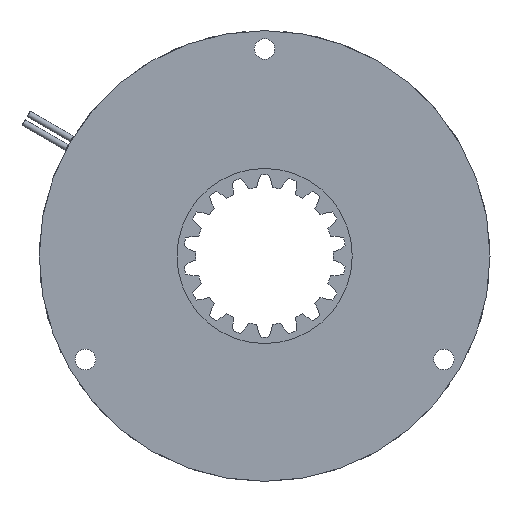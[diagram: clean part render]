
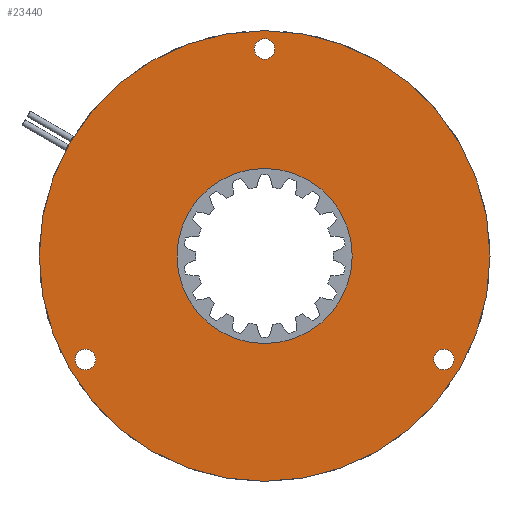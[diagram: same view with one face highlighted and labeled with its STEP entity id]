
A CAD part, left-side view. The second image highlights one B-rep face of the part: STEP entity #23440.
In plain terms, the highlighted planar face has unit normal (-1, 0, 0).
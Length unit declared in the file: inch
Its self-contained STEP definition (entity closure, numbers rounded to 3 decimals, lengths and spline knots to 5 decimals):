
#11 = DIRECTION ( 'NONE',  ( -1., 0., 0. ) ) ;
#219 = CIRCLE ( 'NONE', #18748, 0.20425 ) ;
#255 = CARTESIAN_POINT ( 'NONE',  ( 0., 3.58102, -2.27175 ) ) ;
#437 = VERTEX_POINT ( 'NONE', #14213 ) ;
#994 = EDGE_CURVE ( 'NONE', #437, #2677, #30761, .T. ) ;
#1353 = AXIS2_PLACEMENT_3D ( 'NONE', #7841, #24913, #10317 ) ;
#1595 = FACE_OUTER_BOUND ( 'NONE', #20208, .T. ) ;
#2136 = CIRCLE ( 'NONE', #30514, 0.20425 ) ;
#2166 = EDGE_CURVE ( 'NONE', #10226, #29487, #219, .T. ) ;
#2175 = DIRECTION ( 'NONE',  ( -1., 0., 0. ) ) ;
#2677 = VERTEX_POINT ( 'NONE', #17251 ) ;
#2714 = DIRECTION ( 'NONE',  ( 1., 0., 0. ) ) ;
#2964 = ORIENTED_EDGE ( 'NONE', *, *, #19339, .T. ) ;
#3453 = EDGE_LOOP ( 'NONE', ( #15399, #10081 ) ) ;
#5126 = AXIS2_PLACEMENT_3D ( 'NONE', #21184, #6577, #23653 ) ;
#6048 = ORIENTED_EDGE ( 'NONE', *, *, #31573, .T. ) ;
#6114 = AXIS2_PLACEMENT_3D ( 'NONE', #16806, #2175, #19266 ) ;
#6480 = ORIENTED_EDGE ( 'NONE', *, *, #12035, .T. ) ;
#6577 = DIRECTION ( 'NONE',  ( 1., 0., 0. ) ) ;
#6787 = DIRECTION ( 'NONE',  ( 1., 0., 0. ) ) ;
#7216 = CIRCLE ( 'NONE', #31653, 0.20425 ) ;
#7841 = CARTESIAN_POINT ( 'NONE',  ( 0., 0., 0. ) ) ;
#7958 = CIRCLE ( 'NONE', #19404, 4.5025 ) ;
#8101 = FACE_BOUND ( 'NONE', #25183, .T. ) ;
#8391 = AXIS2_PLACEMENT_3D ( 'NONE', #28526, #13944, #30981 ) ;
#9111 = AXIS2_PLACEMENT_3D ( 'NONE', #10144, #20563, #28424 ) ;
#9473 = ORIENTED_EDGE ( 'NONE', *, *, #9568, .T. ) ;
#9568 = EDGE_CURVE ( 'NONE', #23260, #29640, #2136, .T. ) ;
#10081 = ORIENTED_EDGE ( 'NONE', *, *, #13010, .F. ) ;
#10144 = CARTESIAN_POINT ( 'NONE',  ( 0., 0., 0. ) ) ;
#10226 = VERTEX_POINT ( 'NONE', #11703 ) ;
#10317 = DIRECTION ( 'NONE',  ( 0., 0., 1. ) ) ;
#10598 = AXIS2_PLACEMENT_3D ( 'NONE', #25108, #12943, #29977 ) ;
#11666 = CIRCLE ( 'NONE', #8391, 0.20425 ) ;
#11703 = CARTESIAN_POINT ( 'NONE',  ( 0., -3.58102, -2.27175 ) ) ;
#11842 = EDGE_LOOP ( 'NONE', ( #14436, #6048 ) ) ;
#12035 = EDGE_CURVE ( 'NONE', #24394, #26986, #7958, .T. ) ;
#12107 = VERTEX_POINT ( 'NONE', #14060 ) ;
#12875 = CIRCLE ( 'NONE', #6114, 1.75 ) ;
#12943 = DIRECTION ( 'NONE',  ( 1., 0., 0. ) ) ;
#13010 = EDGE_CURVE ( 'NONE', #2677, #437, #12875, .T. ) ;
#13944 = DIRECTION ( 'NONE',  ( 1., 0., 0. ) ) ;
#14005 = CARTESIAN_POINT ( 'NONE',  ( 0., 0., 4.135 ) ) ;
#14060 = CARTESIAN_POINT ( 'NONE',  ( 0., 0., 3.93075 ) ) ;
#14093 = CIRCLE ( 'NONE', #25731, 0.20425 ) ;
#14213 = CARTESIAN_POINT ( 'NONE',  ( 0., 0., 1.75 ) ) ;
#14436 = ORIENTED_EDGE ( 'NONE', *, *, #31061, .T. ) ;
#14594 = FACE_BOUND ( 'NONE', #3453, .T. ) ;
#14630 = CARTESIAN_POINT ( 'NONE',  ( 0., 0., 0. ) ) ;
#15361 = FACE_BOUND ( 'NONE', #23007, .T. ) ;
#15365 = EDGE_CURVE ( 'NONE', #26986, #24394, #25760, .T. ) ;
#15399 = ORIENTED_EDGE ( 'NONE', *, *, #994, .F. ) ;
#16131 = CARTESIAN_POINT ( 'NONE',  ( 0., 0., 4.5025 ) ) ;
#16459 = DIRECTION ( 'NONE',  ( 0., 0., -1. ) ) ;
#16806 = CARTESIAN_POINT ( 'NONE',  ( 0., 0., 0. ) ) ;
#17086 = DIRECTION ( 'NONE',  ( 0., 0., 1. ) ) ;
#17251 = CARTESIAN_POINT ( 'NONE',  ( 0., 0., -1.75 ) ) ;
#17314 = CARTESIAN_POINT ( 'NONE',  ( 0., 3.58102, -2.0675 ) ) ;
#17486 = DIRECTION ( 'NONE',  ( 0., 0.866, 0.5 ) ) ;
#17597 = DIRECTION ( 'NONE',  ( 1., 0., 0. ) ) ;
#17698 = CARTESIAN_POINT ( 'NONE',  ( 0., -3.58102, -2.0675 ) ) ;
#18748 = AXIS2_PLACEMENT_3D ( 'NONE', #17698, #17597, #17486 ) ;
#19266 = DIRECTION ( 'NONE',  ( 0., 0., 1. ) ) ;
#19339 = EDGE_CURVE ( 'NONE', #29640, #23260, #21569, .T. ) ;
#19384 = EDGE_CURVE ( 'NONE', #29487, #10226, #11666, .T. ) ;
#19404 = AXIS2_PLACEMENT_3D ( 'NONE', #14630, #11, #17086 ) ;
#19755 = ORIENTED_EDGE ( 'NONE', *, *, #15365, .T. ) ;
#19775 = DIRECTION ( 'NONE',  ( 0., -0.866, 0.5 ) ) ;
#20208 = EDGE_LOOP ( 'NONE', ( #19755, #6480 ) ) ;
#20211 = PLANE ( 'NONE',  #10598 ) ;
#20563 = DIRECTION ( 'NONE',  ( -1., 0., 0. ) ) ;
#20696 = CARTESIAN_POINT ( 'NONE',  ( 0., 3.58102, -1.86325 ) ) ;
#21184 = CARTESIAN_POINT ( 'NONE',  ( 0., 3.58102, -2.0675 ) ) ;
#21407 = CARTESIAN_POINT ( 'NONE',  ( 0., 0., 4.135 ) ) ;
#21569 = CIRCLE ( 'NONE', #5126, 0.20425 ) ;
#21608 = ORIENTED_EDGE ( 'NONE', *, *, #2166, .T. ) ;
#23007 = EDGE_LOOP ( 'NONE', ( #21608, #31647 ) ) ;
#23260 = VERTEX_POINT ( 'NONE', #255 ) ;
#23440 = ADVANCED_FACE ( 'NONE', ( #8101, #15361, #27550, #14594, #1595 ), #20211, .F. ) ;
#23653 = DIRECTION ( 'NONE',  ( 0., -0.866, 0.5 ) ) ;
#23855 = DIRECTION ( 'NONE',  ( 0., 0., -1. ) ) ;
#24394 = VERTEX_POINT ( 'NONE', #25481 ) ;
#24913 = DIRECTION ( 'NONE',  ( -1., 0., 0. ) ) ;
#25108 = CARTESIAN_POINT ( 'NONE',  ( 0., 4.5025, 0. ) ) ;
#25183 = EDGE_LOOP ( 'NONE', ( #9473, #2964 ) ) ;
#25481 = CARTESIAN_POINT ( 'NONE',  ( 0., 0., -4.5025 ) ) ;
#25731 = AXIS2_PLACEMENT_3D ( 'NONE', #14005, #31034, #16459 ) ;
#25760 = CIRCLE ( 'NONE', #1353, 4.5025 ) ;
#26986 = VERTEX_POINT ( 'NONE', #16131 ) ;
#27550 = FACE_BOUND ( 'NONE', #11842, .T. ) ;
#28418 = VERTEX_POINT ( 'NONE', #29729 ) ;
#28424 = DIRECTION ( 'NONE',  ( 0., 0., 1. ) ) ;
#28526 = CARTESIAN_POINT ( 'NONE',  ( 0., -3.58102, -2.0675 ) ) ;
#29487 = VERTEX_POINT ( 'NONE', #30071 ) ;
#29640 = VERTEX_POINT ( 'NONE', #20696 ) ;
#29729 = CARTESIAN_POINT ( 'NONE',  ( 0., 0., 4.33925 ) ) ;
#29977 = DIRECTION ( 'NONE',  ( 0., 0., -1. ) ) ;
#30071 = CARTESIAN_POINT ( 'NONE',  ( 0., -3.58102, -1.86325 ) ) ;
#30514 = AXIS2_PLACEMENT_3D ( 'NONE', #17314, #2714, #19775 ) ;
#30761 = CIRCLE ( 'NONE', #9111, 1.75 ) ;
#30981 = DIRECTION ( 'NONE',  ( 0., 0.866, 0.5 ) ) ;
#31034 = DIRECTION ( 'NONE',  ( 1., 0., 0. ) ) ;
#31061 = EDGE_CURVE ( 'NONE', #12107, #28418, #14093, .T. ) ;
#31573 = EDGE_CURVE ( 'NONE', #28418, #12107, #7216, .T. ) ;
#31647 = ORIENTED_EDGE ( 'NONE', *, *, #19384, .T. ) ;
#31653 = AXIS2_PLACEMENT_3D ( 'NONE', #21407, #6787, #23855 ) ;
